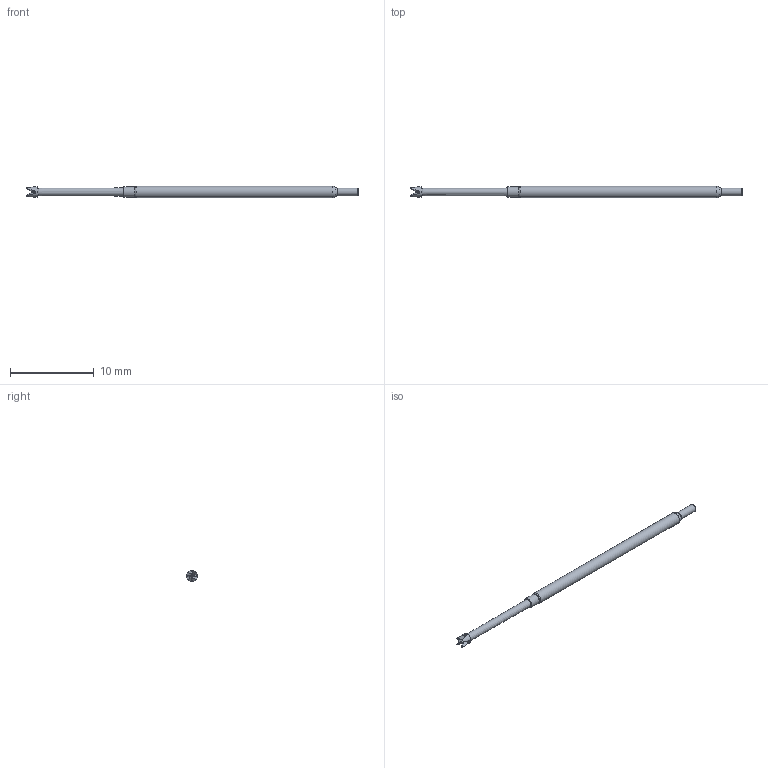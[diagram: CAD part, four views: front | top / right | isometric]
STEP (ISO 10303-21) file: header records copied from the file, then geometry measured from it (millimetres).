
FILE_DESCRIPTION (( 'STEP AP214' ), '1' );
FILE_NAME ('X75-4094.STEP', '2020-04-20T13:02:38', ( '' ), ( '' ), 'SwSTEP 2.0', 'SolidWorks 2019', '' );
FILE_SCHEMA (( 'AUTOMOTIVE_DESIGN' ));
Length unit declared in the file: inch
Products named in the file (1): X75-4094
Bounding box: 39.62 x 1.37 x 1.37 mm (x, y, z)
Volume: 46.5 mm3; surface area: 153.9 mm2
Topology: 1 solids, 1 shells, 55 faces, 135 edges, 83 vertices
Faces by surface type: bspline 32, cone 9, plane 6, cylinder 4, torus 4
Full cylindrical faces by diameter (mm): 0.922 x1, 1.232 x1, 1.27 x1, 1.367 x1
Entity records: 6813 total; most frequent: CARTESIAN_POINT 5117, ORIENTED_EDGE 236, EDGE_CURVE 118, B_SPLINE_CURVE_WITH_KNOTS 96, DIRECTION 92, VERTEX_POINT 79, EDGE_LOOP 69, FACE_OUTER_BOUND 63
